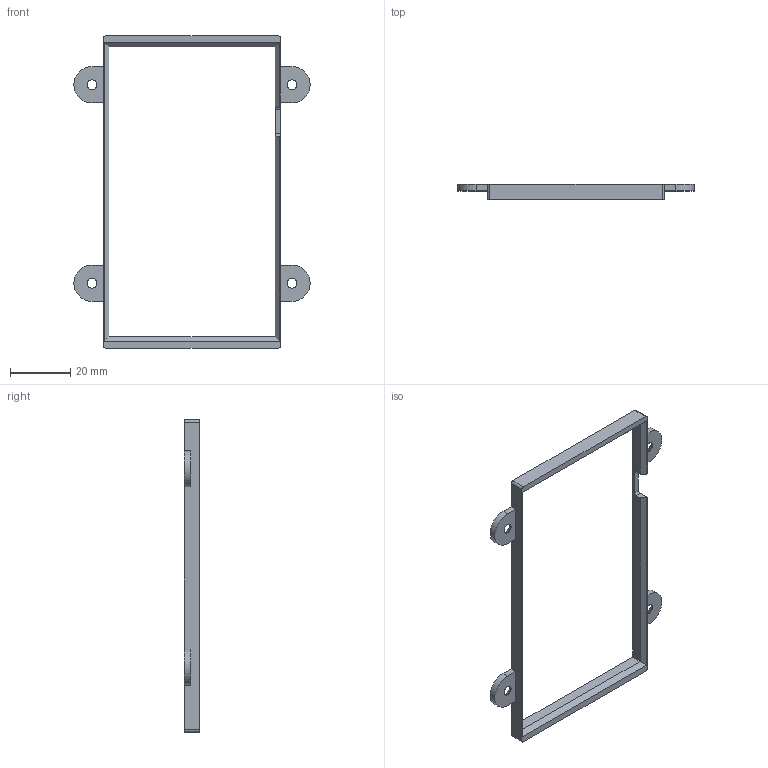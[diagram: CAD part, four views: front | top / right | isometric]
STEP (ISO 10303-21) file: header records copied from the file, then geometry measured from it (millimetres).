
FILE_DESCRIPTION(/* description */ (''),/* implementation_level */ '2;1');
FILE_NAME(/* name */ 'Retainer Plate.step',/* time_stamp */ '2020-02-23T10:43:03-06:00',/* author */ (''),/* organization */ (''),/* preprocessor_version */ 'ST-DEVELOPER v18',/* originating_system */ 'Autodesk Translation Framework v8.12.0.6',/* authorisation */ '');
FILE_SCHEMA (('AUTOMOTIVE_DESIGN { 1 0 10303 214 3 1 1 }'));
Length unit declared in the file: inch
Products named in the file (1): Retainer Plate
Bounding box: 78.61 x 5.08 x 103.89 mm (x, y, z)
Volume: 4257.3 mm3; surface area: 5364.9 mm2
Topology: 1 solids, 1 shells, 48 faces, 141 edges, 94 vertices
Faces by surface type: plane 30, cylinder 14, cone 4
Full cylindrical faces by diameter (mm): 3.302 x4
Entity records: 1660 total; most frequent: CARTESIAN_POINT 284, ORIENTED_EDGE 282, DIRECTION 279, EDGE_CURVE 141, LINE 101, VECTOR 101, VERTEX_POINT 94, AXIS2_PLACEMENT_3D 89
